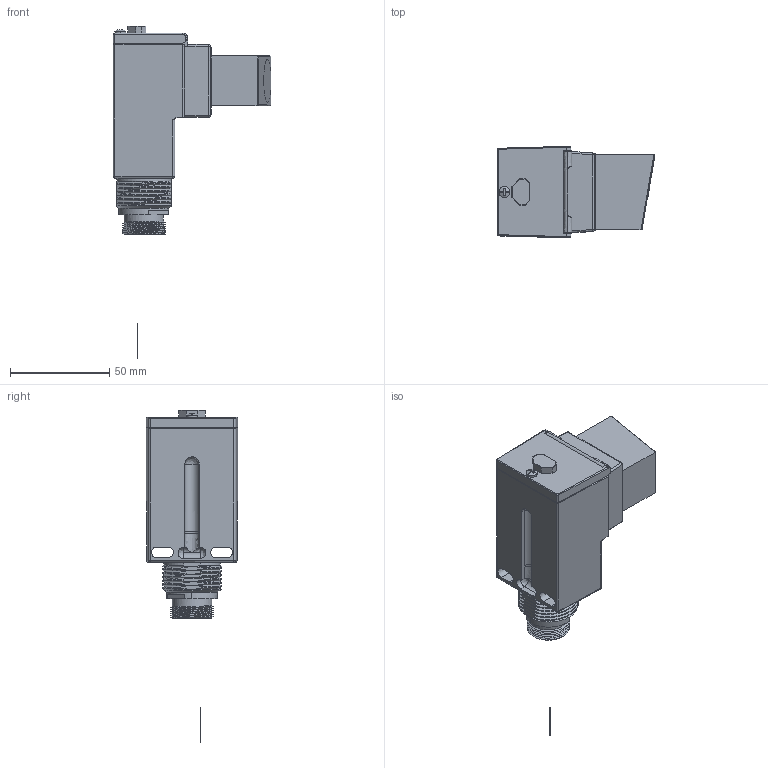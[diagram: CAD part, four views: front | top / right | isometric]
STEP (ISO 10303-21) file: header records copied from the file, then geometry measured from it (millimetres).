
FILE_DESCRIPTION( ('This file contains a STEP AP42 implementation' ,'as created by ZW3D STEP Interface translator.') ,'2;1' );
FILE_NAME( 'RP74-SXXXXX-CYXQ4UN.stp' ,'21 125.1117 7', (''), ('ZWCAD Software Co.'), 'Version 1.0', 'ZW3D to STEP translator', '' );
FILE_SCHEMA(('AUTOMOTIVE_DESIGN'));
Length unit declared in the file: millimetre
Products named in the file (2): 0; RP74-SXXXXX-CYXQ4UN
Bounding box: 79.5 x 46.04 x 167.2 mm (x, y, z)
Volume: 164457.7 mm3; surface area: 26939.1 mm2
Topology: 3 solids, 3 shells, 304 faces, 756 edges, 473 vertices
Faces by surface type: bspline 304
Entity records: 13010 total; most frequent: CARTESIAN_POINT 8321, ORIENTED_EDGE 1498, EDGE_CURVE 749, B_SPLINE_CURVE_WITH_KNOTS 526, VERTEX_POINT 473, EDGE_LOOP 330, FACE_OUTER_BOUND 304, ADVANCED_FACE 304
